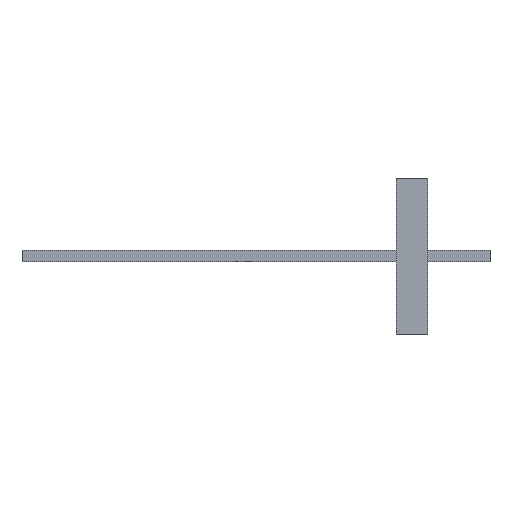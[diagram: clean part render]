
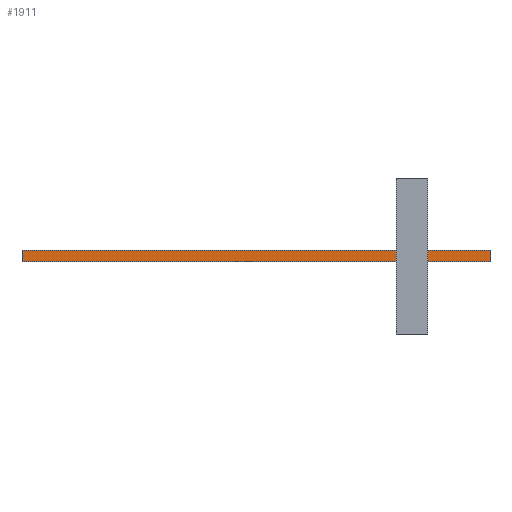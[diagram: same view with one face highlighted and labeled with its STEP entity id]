
A CAD part, front view. The second image highlights one B-rep face of the part: STEP entity #1911.
In plain terms, the highlighted planar face has unit normal (0, -1, 0).
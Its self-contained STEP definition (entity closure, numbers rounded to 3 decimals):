
#51 = LINE ( 'NONE', #118, #886 ) ;
#118 = CARTESIAN_POINT ( 'NONE',  ( 60., -50., 3. ) ) ;
#131 = FACE_OUTER_BOUND ( 'NONE', #1211, .T. ) ;
#227 = CARTESIAN_POINT ( 'NONE',  ( -60., -50., 0. ) ) ;
#243 = VERTEX_POINT ( 'NONE', #1859 ) ;
#245 = LINE ( 'NONE', #227, #342 ) ;
#342 = VECTOR ( 'NONE', #393, 1000. ) ;
#393 = DIRECTION ( 'NONE',  ( 1., 0., 0. ) ) ;
#451 = VERTEX_POINT ( 'NONE', #1695 ) ;
#513 = ORIENTED_EDGE ( 'NONE', *, *, #693, .F. ) ;
#675 = DIRECTION ( 'NONE',  ( 0., 0., -1. ) ) ;
#693 = EDGE_CURVE ( 'NONE', #451, #1470, #1199, .T. ) ;
#731 = DIRECTION ( 'NONE',  ( 0., 1., 0. ) ) ;
#853 = EDGE_CURVE ( 'NONE', #451, #243, #1894, .T. ) ;
#886 = VECTOR ( 'NONE', #675, 1000. ) ;
#898 = ORIENTED_EDGE ( 'NONE', *, *, #1272, .T. ) ;
#1040 = PLANE ( 'NONE',  #1848 ) ;
#1051 = DIRECTION ( 'NONE',  ( 0., 0., 1. ) ) ;
#1071 = CARTESIAN_POINT ( 'NONE',  ( -60., -50., 3. ) ) ;
#1140 = CARTESIAN_POINT ( 'NONE',  ( 60., -50., 0. ) ) ;
#1175 = CARTESIAN_POINT ( 'NONE',  ( -60., -50., 3. ) ) ;
#1199 = LINE ( 'NONE', #1175, #1296 ) ;
#1211 = EDGE_LOOP ( 'NONE', ( #898, #1492, #513, #1538 ) ) ;
#1261 = VERTEX_POINT ( 'NONE', #1140 ) ;
#1272 = EDGE_CURVE ( 'NONE', #243, #1261, #245, .T. ) ;
#1296 = VECTOR ( 'NONE', #1481, 1000. ) ;
#1375 = CARTESIAN_POINT ( 'NONE',  ( 60., -50., 3. ) ) ;
#1470 = VERTEX_POINT ( 'NONE', #1375 ) ;
#1481 = DIRECTION ( 'NONE',  ( 1., 0., 0. ) ) ;
#1492 = ORIENTED_EDGE ( 'NONE', *, *, #1739, .F. ) ;
#1538 = ORIENTED_EDGE ( 'NONE', *, *, #853, .T. ) ;
#1695 = CARTESIAN_POINT ( 'NONE',  ( -60., -50., 3. ) ) ;
#1698 = VECTOR ( 'NONE', #1763, 1000. ) ;
#1739 = EDGE_CURVE ( 'NONE', #1470, #1261, #51, .T. ) ;
#1763 = DIRECTION ( 'NONE',  ( 0., 0., -1. ) ) ;
#1848 = AXIS2_PLACEMENT_3D ( 'NONE', #1071, #731, #1051 ) ;
#1859 = CARTESIAN_POINT ( 'NONE',  ( -60., -50., 0. ) ) ;
#1894 = LINE ( 'NONE', #1931, #1698 ) ;
#1911 = ADVANCED_FACE ( 'NONE', ( #131 ), #1040, .F. ) ;
#1931 = CARTESIAN_POINT ( 'NONE',  ( -60., -50., 3. ) ) ;
